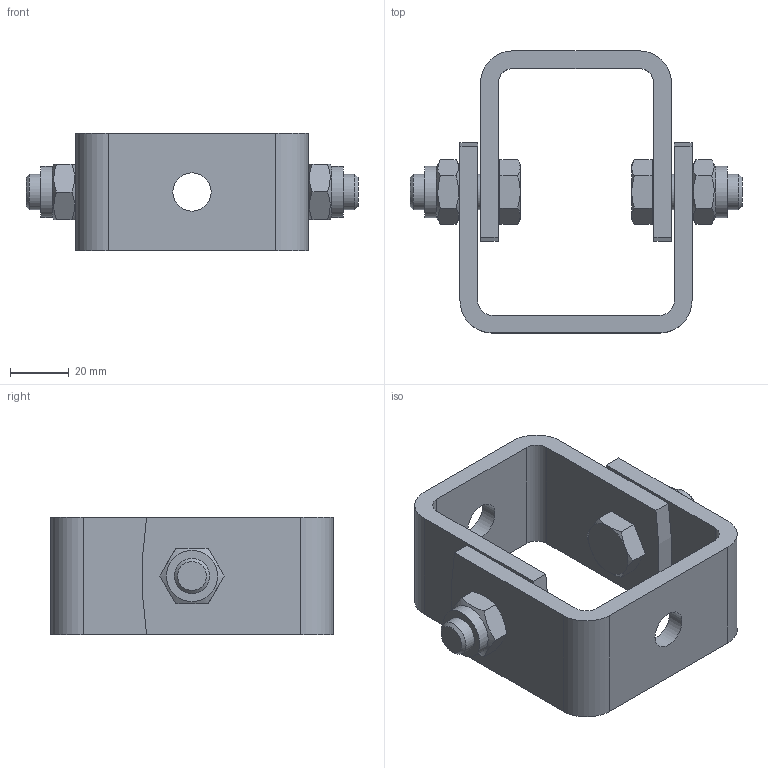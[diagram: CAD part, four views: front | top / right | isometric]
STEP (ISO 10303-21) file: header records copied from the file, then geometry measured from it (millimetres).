
FILE_DESCRIPTION((''),'2;1');
FILE_NAME('111872.stp','2010-02-02T15:12:59',('DMK009'),(''),'Autodesk Inventor 2010','Autodesk Inventor 2010','');
FILE_SCHEMA(('AUTOMOTIVE_DESIGN { 1 0 10303 214 1 1 1 1 }'));
Length unit declared in the file: millimetre
Products named in the file (1): 111872
Bounding box: 113 x 96 x 40 mm (x, y, z)
Volume: 97857.2 mm3; surface area: 39131 mm2
Topology: 1 solids, 1 shells, 104 faces, 248 edges, 160 vertices
Faces by surface type: plane 52, cone 24, cylinder 22, bspline 6
Full cylindrical faces by diameter (mm): 11.053 x2, 12 x4, 17.2 x2, 17.4 x2
Entity records: 2931 total; most frequent: CARTESIAN_POINT 659, DIRECTION 434, ORIENTED_EDGE 416, EDGE_CURVE 208, AXIS2_PLACEMENT_3D 175, EDGE_LOOP 152, VERTEX_POINT 148, STYLED_ITEM 105
